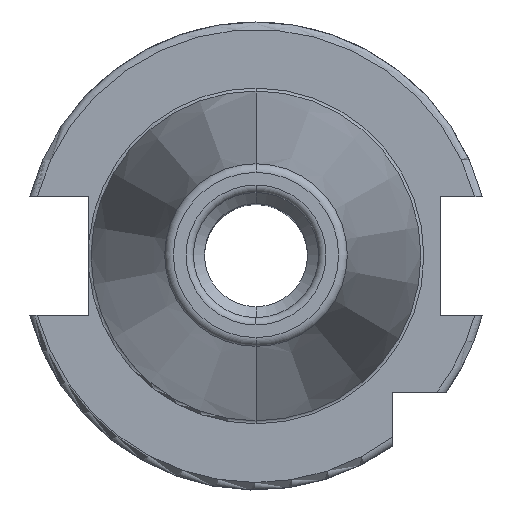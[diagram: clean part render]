
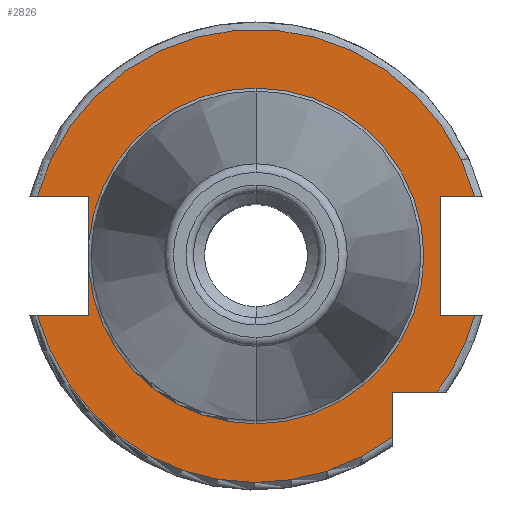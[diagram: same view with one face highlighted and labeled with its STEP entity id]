
A CAD part, top view. The second image highlights one B-rep face of the part: STEP entity #2826.
In plain terms, the highlighted planar face has unit normal (0, 0, 1).
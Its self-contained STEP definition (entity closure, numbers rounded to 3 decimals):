
#635=CARTESIAN_POINT('',(0,0,15.9));
#636=DIRECTION('',(0,0,1));
#637=DIRECTION('',(0.965,0.262,0));
#638=AXIS2_PLACEMENT_3D('',#635,#636,#637);
#686=CARTESIAN_POINT('',(0,0,15.9));
#687=DIRECTION('',(0,0,1));
#688=DIRECTION('',(-0.965,-0.262,0));
#689=AXIS2_PLACEMENT_3D('',#686,#687,#688);
#702=DIRECTION('',(1,0,0));
#703=VECTOR('',#702,7.004);
#704=CARTESIAN_POINT('',(-29.704,-8.05,15.9));
#705=LINE('',#704,#703);
#706=DIRECTION('',(0,1,0));
#707=VECTOR('',#706,5.917);
#708=CARTESIAN_POINT('',(-22.7,-8.05,15.9));
#709=LINE('',#708,#707);
#710=DIRECTION('',(0,1,0));
#711=VECTOR('',#710,5.917);
#712=CARTESIAN_POINT('',(-22.7,2.133,15.9));
#713=LINE('',#712,#711);
#714=DIRECTION('',(1,0,0));
#715=VECTOR('',#714,7.004);
#716=CARTESIAN_POINT('',(-29.704,8.05,15.9));
#717=LINE('',#716,#715);
#718=DIRECTION('',(-1,0,0));
#719=VECTOR('',#718,4.704);
#720=CARTESIAN_POINT('',(29.704,8.05,15.9));
#721=LINE('',#720,#719);
#722=DIRECTION('',(0,-1,0));
#723=VECTOR('',#722,16.1);
#724=CARTESIAN_POINT('',(25,8.05,15.9));
#725=LINE('',#724,#723);
#726=DIRECTION('',(-1,0,0));
#727=VECTOR('',#726,4.704);
#728=CARTESIAN_POINT('',(29.704,-8.05,15.9));
#729=LINE('',#728,#727);
#730=CARTESIAN_POINT('',(0,0,15.9));
#731=DIRECTION('',(0,0,1));
#732=DIRECTION('',(0.799,-0.601,0));
#733=AXIS2_PLACEMENT_3D('',#730,#731,#732);
#735=DIRECTION('',(-1,0,0));
#736=VECTOR('',#735,6.094);
#737=CARTESIAN_POINT('',(24.594,-18.5,15.9));
#738=LINE('',#737,#736);
#739=DIRECTION('',(0,1,0));
#740=VECTOR('',#739,6.094);
#741=CARTESIAN_POINT('',(18.5,-24.594,15.9));
#742=LINE('',#741,#740);
#753=CARTESIAN_POINT('',(0,0,15.9));
#754=DIRECTION('',(0,0,1));
#755=DIRECTION('',(0,1,0));
#756=AXIS2_PLACEMENT_3D('',#753,#754,#755);
#768=CARTESIAN_POINT('',(0,0,15.9));
#769=DIRECTION('',(0,0,1));
#770=DIRECTION('',(-0.996,-0.094,0));
#771=AXIS2_PLACEMENT_3D('',#768,#769,#770);
#773=CARTESIAN_POINT('',(0,0,15.9));
#774=DIRECTION('',(0,0,-1));
#775=DIRECTION('',(0,1,0));
#776=AXIS2_PLACEMENT_3D('',#773,#774,#775);
#1798=CARTESIAN_POINT('',(0,22.8,15.9));
#1800=VERTEX_POINT('',#1798);
#1820=CARTESIAN_POINT('',(0,-22.8,15.9));
#1822=VERTEX_POINT('',#1820);
#1968=CARTESIAN_POINT('',(-29.704,-8.05,15.9));
#1969=CARTESIAN_POINT('',(-22.7,-8.05,15.9));
#1970=VERTEX_POINT('',#1968);
#1971=VERTEX_POINT('',#1969);
#1972=CARTESIAN_POINT('',(-22.7,-2.133,15.9));
#1973=VERTEX_POINT('',#1972);
#1974=CARTESIAN_POINT('',(-22.7,2.133,15.9));
#1975=CARTESIAN_POINT('',(-22.7,8.05,15.9));
#1976=VERTEX_POINT('',#1974);
#1977=VERTEX_POINT('',#1975);
#1978=CARTESIAN_POINT('',(-29.704,8.05,15.9));
#1979=VERTEX_POINT('',#1978);
#1980=CARTESIAN_POINT('',(25,8.05,15.9));
#1981=CARTESIAN_POINT('',(25,-8.05,15.9));
#1982=VERTEX_POINT('',#1980);
#1983=VERTEX_POINT('',#1981);
#1984=CARTESIAN_POINT('',(29.704,-8.05,15.9));
#1985=VERTEX_POINT('',#1984);
#1986=CARTESIAN_POINT('',(29.704,8.05,15.9));
#1987=VERTEX_POINT('',#1986);
#1988=CARTESIAN_POINT('',(18.5,-24.594,15.9));
#1989=CARTESIAN_POINT('',(18.5,-18.5,15.9));
#1990=VERTEX_POINT('',#1988);
#1991=VERTEX_POINT('',#1989);
#1992=CARTESIAN_POINT('',(24.594,-18.5,15.9));
#1993=VERTEX_POINT('',#1992);
#2799=CARTESIAN_POINT('',(0,0,15.9));
#2800=DIRECTION('',(0,0,-1));
#2801=DIRECTION('',(0,-1,0));
#2802=AXIS2_PLACEMENT_3D('',#2799,#2800,#2801);
#2803=PLANE('',#2802);
#2804=ORIENTED_EDGE('',*,*,#2176,.T.);
#2805=ORIENTED_EDGE('',*,*,#2215,.T.);
#2807=ORIENTED_EDGE('',*,*,#2806,.T.);
#2809=ORIENTED_EDGE('',*,*,#2808,.F.);
#2811=ORIENTED_EDGE('',*,*,#2810,.T.);
#2812=ORIENTED_EDGE('',*,*,#2211,.T.);
#2813=ORIENTED_EDGE('',*,*,#2249,.F.);
#2814=ORIENTED_EDGE('',*,*,#2777,.F.);
#2816=ORIENTED_EDGE('',*,*,#2815,.T.);
#2818=ORIENTED_EDGE('',*,*,#2817,.T.);
#2819=ORIENTED_EDGE('',*,*,#2325,.F.);
#2820=ORIENTED_EDGE('',*,*,#2767,.F.);
#2821=ORIENTED_EDGE('',*,*,#2382,.T.);
#2822=ORIENTED_EDGE('',*,*,#2433,.F.);
#2823=ORIENTED_EDGE('',*,*,#2793,.F.);
#2824=EDGE_LOOP('',(#2804,#2805,#2807,#2809,#2811,#2812,#2813,#2814,#2816,#2818,
#2819,#2820,#2821,#2822,#2823));
#2825=FACE_OUTER_BOUND('',#2824,.F.);
#2826=ADVANCED_FACE('',(#2825),#2803,.F.);
#639=CIRCLE('',#638,30.775);
#690=CIRCLE('',#689,30.775);
#734=CIRCLE('',#733,30.775);
#757=CIRCLE('',#756,22.8);
#772=CIRCLE('',#771,22.8);
#777=CIRCLE('',#776,22.8);
#2176=EDGE_CURVE('',#1970,#1971,#705,.T.);
#2211=EDGE_CURVE('',#1976,#1977,#713,.T.);
#2215=EDGE_CURVE('',#1971,#1973,#709,.T.);
#2249=EDGE_CURVE('',#1979,#1977,#717,.T.);
#2325=EDGE_CURVE('',#1985,#1983,#729,.T.);
#2382=EDGE_CURVE('',#1993,#1991,#738,.T.);
#2433=EDGE_CURVE('',#1990,#1991,#742,.T.);
#2767=EDGE_CURVE('',#1993,#1985,#734,.T.);
#2777=EDGE_CURVE('',#1987,#1979,#639,.T.);
#2793=EDGE_CURVE('',#1970,#1990,#690,.T.);
#2806=EDGE_CURVE('',#1973,#1822,#772,.T.);
#2808=EDGE_CURVE('',#1800,#1822,#777,.T.);
#2810=EDGE_CURVE('',#1800,#1976,#757,.T.);
#2815=EDGE_CURVE('',#1987,#1982,#721,.T.);
#2817=EDGE_CURVE('',#1982,#1983,#725,.T.);
